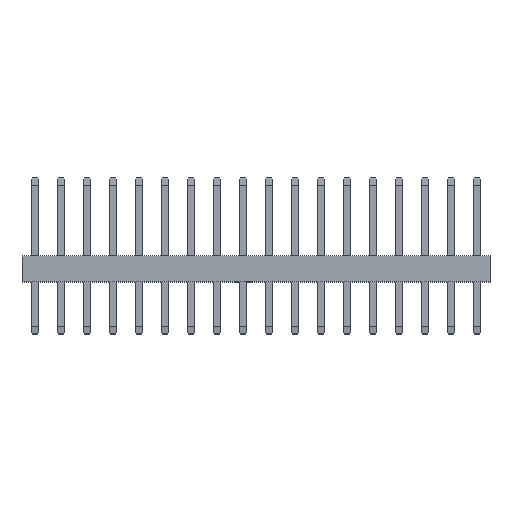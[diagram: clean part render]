
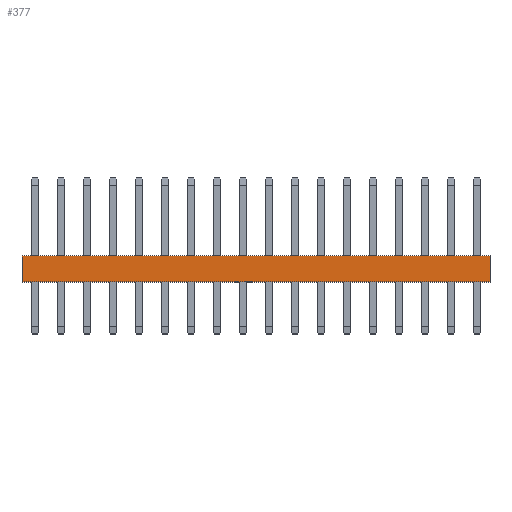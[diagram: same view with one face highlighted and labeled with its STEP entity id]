
A CAD part, top view. The second image highlights one B-rep face of the part: STEP entity #377.
In plain terms, the highlighted planar face has unit normal (0, 0, 1).
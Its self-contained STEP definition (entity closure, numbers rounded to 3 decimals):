
#377 = ADVANCED_FACE( '', ( #475 ), #476, .F. );
#475 = FACE_OUTER_BOUND( '', #696, .T. );
#476 = PLANE( '', #697 );
#696 = EDGE_LOOP( '', ( #936, #937, #938, #939 ) );
#697 = AXIS2_PLACEMENT_3D( '', #940, #941, #942 );
#936 = ORIENTED_EDGE( '', *, *, #1712, .T. );
#937 = ORIENTED_EDGE( '', *, *, #1713, .F. );
#938 = ORIENTED_EDGE( '', *, *, #1714, .F. );
#939 = ORIENTED_EDGE( '', *, *, #1709, .T. );
#940 = CARTESIAN_POINT( '', ( 0., 1., 1.27 ) );
#941 = DIRECTION( '', ( 0., 0., -1. ) );
#942 = DIRECTION( '', ( -1., 0., 0. ) );
#1709 = EDGE_CURVE( '', #1979, #1977, #1980, .T. );
#1712 = EDGE_CURVE( '', #1977, #1984, #1985, .T. );
#1713 = EDGE_CURVE( '', #1986, #1984, #1987, .T. );
#1714 = EDGE_CURVE( '', #1979, #1986, #1988, .T. );
#1977 = VERTEX_POINT( '', #2413 );
#1979 = VERTEX_POINT( '', #2416 );
#1980 = LINE( '', #2417, #2418 );
#1984 = VERTEX_POINT( '', #2424 );
#1985 = LINE( '', #2425, #2426 );
#1986 = VERTEX_POINT( '', #2427 );
#1987 = LINE( '', #2428, #2429 );
#1988 = LINE( '', #2430, #2431 );
#2413 = CARTESIAN_POINT( '', ( 0., 0., 1.27 ) );
#2416 = CARTESIAN_POINT( '', ( 0., 1., 1.27 ) );
#2417 = CARTESIAN_POINT( '', ( 0., 1., 1.27 ) );
#2418 = VECTOR( '', #3069, 1000. );
#2424 = CARTESIAN_POINT( '', ( 18., 0., 1.27 ) );
#2425 = CARTESIAN_POINT( '', ( 0., 0., 1.27 ) );
#2426 = VECTOR( '', #3072, 1000. );
#2427 = CARTESIAN_POINT( '', ( 18., 1., 1.27 ) );
#2428 = CARTESIAN_POINT( '', ( 18., 1., 1.27 ) );
#2429 = VECTOR( '', #3073, 1000. );
#2430 = CARTESIAN_POINT( '', ( 0., 1., 1.27 ) );
#2431 = VECTOR( '', #3074, 1000. );
#3069 = DIRECTION( '', ( 0., -1., 0. ) );
#3072 = DIRECTION( '', ( 1., 0., 0. ) );
#3073 = DIRECTION( '', ( 0., -1., 0. ) );
#3074 = DIRECTION( '', ( 1., 0., 0. ) );
